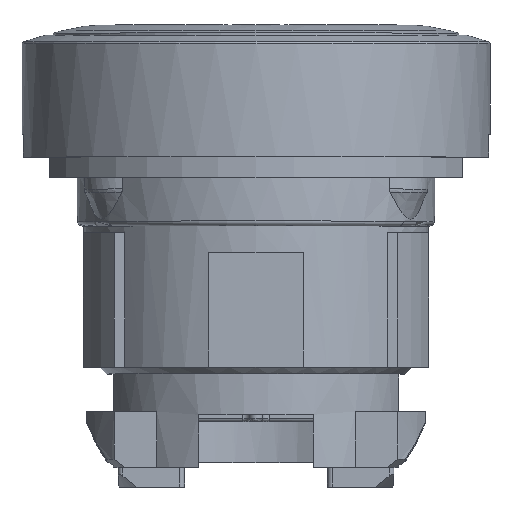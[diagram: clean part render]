
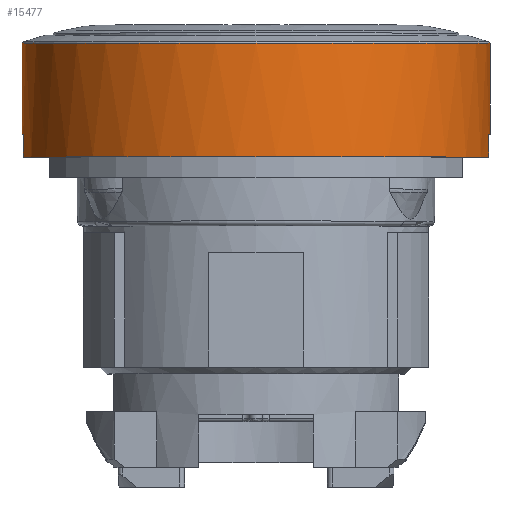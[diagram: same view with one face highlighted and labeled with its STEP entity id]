
A CAD part, top view. The second image highlights one B-rep face of the part: STEP entity #15477.
In plain terms, the highlighted cylindrical face has radius 14.25 mm (diameter 28.5 mm), a partial arc.
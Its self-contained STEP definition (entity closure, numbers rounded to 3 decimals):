
#11=CARTESIAN_POINT('',(0.,7.927,0.));
#12=DIRECTION('',(0.,1.,0.));
#13=DIRECTION('',(-1.,0.,0.));
#14=AXIS2_PLACEMENT_3D('',#11,#12,#13);
#89=DIRECTION('',(0.,-1.,0.));
#90=VECTOR('',#89,5.527);
#91=CARTESIAN_POINT('',(-14.25,7.927,0.));
#92=LINE('',#91,#90);
#93=DIRECTION('',(0.,-1.,0.));
#94=VECTOR('',#93,5.527);
#95=CARTESIAN_POINT('',(14.25,7.927,0.));
#96=LINE('',#95,#94);
#97=CARTESIAN_POINT('',(0.,2.4,0.));
#98=DIRECTION('',(0.,1.,0.));
#99=DIRECTION('',(-1.,0.,0.));
#100=AXIS2_PLACEMENT_3D('',#97,#98,#99);
#129=CARTESIAN_POINT('',(-14.157,1.,1.622));
#130=CARTESIAN_POINT('',(-14.162,1.467,1.582));
#131=CARTESIAN_POINT('',(-14.167,1.933,1.541));
#132=CARTESIAN_POINT('',(-14.171,2.4,1.5));
#183=CARTESIAN_POINT('',(0.,1.,0.));
#184=DIRECTION('',(0.,1.,0.));
#185=DIRECTION('',(-0.993,0.,0.114));
#186=AXIS2_PLACEMENT_3D('',#183,#184,#185);
#12433=CARTESIAN_POINT('',(14.157,1.,1.622));
#12434=CARTESIAN_POINT('',(14.162,1.467,1.582));
#12435=CARTESIAN_POINT('',(14.167,1.933,1.541));
#12436=CARTESIAN_POINT('',(14.171,2.4,1.5));
#12438=CARTESIAN_POINT('',(0.,2.4,0.));
#12439=DIRECTION('',(0.,1.,0.));
#12440=DIRECTION('',(0.994,0.,0.105));
#12441=AXIS2_PLACEMENT_3D('',#12438,#12439,#12440);
#13498=CARTESIAN_POINT('',(-14.25,2.4,0.));
#13499=CARTESIAN_POINT('',(-14.171,2.4,1.5));
#13500=VERTEX_POINT('',#13498);
#13501=VERTEX_POINT('',#13499);
#13502=VERTEX_POINT('',#129);
#13506=CARTESIAN_POINT('',(14.171,2.4,1.5));
#13507=CARTESIAN_POINT('',(14.25,2.4,0.));
#13508=VERTEX_POINT('',#13506);
#13509=VERTEX_POINT('',#13507);
#13510=VERTEX_POINT('',#12433);
#13584=CARTESIAN_POINT('',(14.25,7.927,0.));
#13585=CARTESIAN_POINT('',(-14.25,7.927,0.));
#13586=VERTEX_POINT('',#13584);
#13587=VERTEX_POINT('',#13585);
#15454=CARTESIAN_POINT('',(0.,-19.22,0.));
#15455=DIRECTION('',(0.,1.,0.));
#15456=DIRECTION('',(1.,0.,0.));
#15457=AXIS2_PLACEMENT_3D('',#15454,#15455,#15456);
#15458=CYLINDRICAL_SURFACE('',#15457,14.25);
#15460=ORIENTED_EDGE('',*,*,#15459,.T.);
#15462=ORIENTED_EDGE('',*,*,#15461,.T.);
#15464=ORIENTED_EDGE('',*,*,#15463,.F.);
#15466=ORIENTED_EDGE('',*,*,#15465,.F.);
#15468=ORIENTED_EDGE('',*,*,#15467,.F.);
#15470=ORIENTED_EDGE('',*,*,#15469,.T.);
#15472=ORIENTED_EDGE('',*,*,#15471,.F.);
#15474=ORIENTED_EDGE('',*,*,#15473,.F.);
#15475=EDGE_LOOP('',(#15460,#15462,#15464,#15466,#15468,#15470,#15472,#15474));
#15476=FACE_OUTER_BOUND('',#15475,.F.);
#15477=ADVANCED_FACE('',(#15476),#15458,.T.);
#15=CIRCLE('',#14,14.25);
#101=CIRCLE('',#100,14.25);
#133=B_SPLINE_CURVE_WITH_KNOTS('',3,(#129,#130,#131,#132),.UNSPECIFIED.,.F.,.F.,
(4,4),(0.,1.),.UNSPECIFIED.);
#187=CIRCLE('',#186,14.25);
#12437=B_SPLINE_CURVE_WITH_KNOTS('',3,(#12433,#12434,#12435,#12436),
.UNSPECIFIED.,.F.,.F.,(4,4),(0.,1.),.UNSPECIFIED.);
#12442=CIRCLE('',#12441,14.25);
#15459=EDGE_CURVE('',#13587,#13586,#15,.T.);
#15461=EDGE_CURVE('',#13586,#13509,#96,.T.);
#15463=EDGE_CURVE('',#13508,#13509,#12442,.T.);
#15465=EDGE_CURVE('',#13510,#13508,#12437,.T.);
#15467=EDGE_CURVE('',#13502,#13510,#187,.T.);
#15469=EDGE_CURVE('',#13502,#13501,#133,.T.);
#15471=EDGE_CURVE('',#13500,#13501,#101,.T.);
#15473=EDGE_CURVE('',#13587,#13500,#92,.T.);
